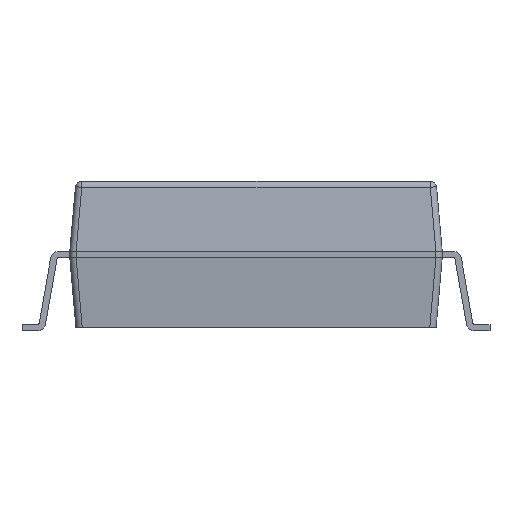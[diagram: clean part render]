
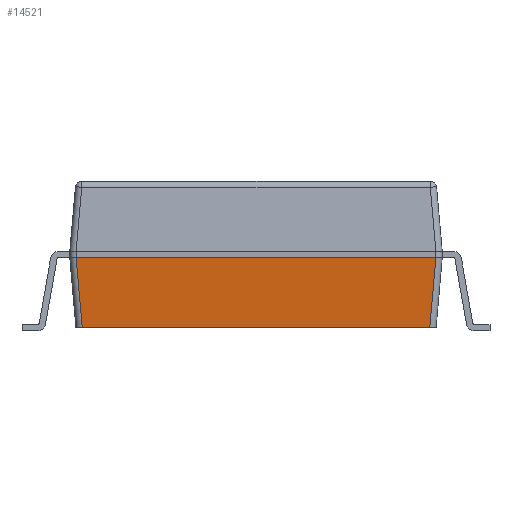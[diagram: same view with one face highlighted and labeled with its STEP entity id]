
A CAD part, left-side view. The second image highlights one B-rep face of the part: STEP entity #14521.
In plain terms, the highlighted planar face has unit normal (-0.996, 0, -0.087).
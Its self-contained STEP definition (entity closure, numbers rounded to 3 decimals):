
#3 = CARTESIAN_POINT ( 'NONE',  ( -7.4, -5.65, -0.1 ) ) ;
#557 = FACE_OUTER_BOUND ( 'NONE', #912, .T. ) ;
#677 = LINE ( 'NONE', #1892, #12782 ) ;
#786 = LINE ( 'NONE', #12795, #6482 ) ;
#912 = EDGE_LOOP ( 'NONE', ( #10188, #10326, #4213, #4174, #17068, #14664 ) ) ;
#1425 = CARTESIAN_POINT ( 'NONE',  ( -7.4, 5.65, -0.1 ) ) ;
#1873 = EDGE_CURVE ( 'NONE', #7435, #7583, #16096, .T. ) ;
#1892 = CARTESIAN_POINT ( 'NONE',  ( -7.208, 0., -2.3 ) ) ;
#2836 = CARTESIAN_POINT ( 'NONE',  ( -7.4, 5.651, -0.1 ) ) ;
#2944 = CARTESIAN_POINT ( 'NONE',  ( -7.4, -5.65, -0.1 ) ) ;
#3449 = DIRECTION ( 'NONE',  ( 0., 1., 0. ) ) ;
#4136 = CARTESIAN_POINT ( 'NONE',  ( -7.357, -5.608, -0.587 ) ) ;
#4174 = ORIENTED_EDGE ( 'NONE', *, *, #10344, .F. ) ;
#4213 = ORIENTED_EDGE ( 'NONE', *, *, #1873, .T. ) ;
#4560 = CARTESIAN_POINT ( 'NONE',  ( -7.4, -5.651, -0.1 ) ) ;
#5476 = CARTESIAN_POINT ( 'NONE',  ( -7.4, -5.651, -0.1 ) ) ;
#5519 = VERTEX_POINT ( 'NONE', #15253 ) ;
#5658 = LINE ( 'NONE', #9551, #7867 ) ;
#6482 = VECTOR ( 'NONE', #12879, 1000. ) ;
#6721 = DIRECTION ( 'NONE',  ( 0., -1., 0. ) ) ;
#6830 = DIRECTION ( 'NONE',  ( -0.087, -0.087, 0.992 ) ) ;
#7054 = CARTESIAN_POINT ( 'NONE',  ( -7.4, -5.65, -0.1 ) ) ;
#7227 = CARTESIAN_POINT ( 'NONE',  ( -7.208, -5.458, -2.3 ) ) ;
#7435 = VERTEX_POINT ( 'NONE', #4560 ) ;
#7583 = VERTEX_POINT ( 'NONE', #7054 ) ;
#7784 = EDGE_CURVE ( 'NONE', #12009, #5519, #786, .T. ) ;
#7867 = VECTOR ( 'NONE', #6721, 1000. ) ;
#7901 = CARTESIAN_POINT ( 'NONE',  ( -7.4, -5.651, -0.1 ) ) ;
#8005 = EDGE_CURVE ( 'NONE', #14753, #5519, #677, .T. ) ;
#8197 = DIRECTION ( 'NONE',  ( 0.087, 0., -0.996 ) ) ;
#8282 = CARTESIAN_POINT ( 'NONE',  ( -7.4, 5.651, -0.1 ) ) ;
#9032 = EDGE_CURVE ( 'NONE', #13357, #12009, #11872, .T. ) ;
#9551 = CARTESIAN_POINT ( 'NONE',  ( -7.4, -5.85, -0.1 ) ) ;
#9591 = LINE ( 'NONE', #4136, #16929 ) ;
#10188 = ORIENTED_EDGE ( 'NONE', *, *, #8005, .F. ) ;
#10326 = ORIENTED_EDGE ( 'NONE', *, *, #16009, .T. ) ;
#10344 = EDGE_CURVE ( 'NONE', #13357, #7583, #5658, .T. ) ;
#10650 = CARTESIAN_POINT ( 'NONE',  ( -7.4, 5.65, -0.1 ) ) ;
#11872 =( BOUNDED_CURVE ( )  B_SPLINE_CURVE ( 3, ( #10650, #1425, #8282, #2836 ),
 .UNSPECIFIED., .F., .F. ) 
 B_SPLINE_CURVE_WITH_KNOTS ( ( 4, 4 ),
 ( 3.142, 3.145 ),
 .UNSPECIFIED. ) 
 CURVE ( )  GEOMETRIC_REPRESENTATION_ITEM ( )  RATIONAL_B_SPLINE_CURVE ( ( 1., 1., 1., 1. ) ) 
 REPRESENTATION_ITEM ( '' )  );
#12009 = VERTEX_POINT ( 'NONE', #12865 ) ;
#12557 = PLANE ( 'NONE',  #14119 ) ;
#12782 = VECTOR ( 'NONE', #3449, 1000. ) ;
#12795 = CARTESIAN_POINT ( 'NONE',  ( -7.357, 5.608, -0.587 ) ) ;
#12865 = CARTESIAN_POINT ( 'NONE',  ( -7.4, 5.651, -0.1 ) ) ;
#12879 = DIRECTION ( 'NONE',  ( 0.087, -0.087, -0.992 ) ) ;
#13357 = VERTEX_POINT ( 'NONE', #17240 ) ;
#14119 = AXIS2_PLACEMENT_3D ( 'NONE', #16584, #15258, #8197 ) ;
#14521 = ADVANCED_FACE ( 'NONE', ( #557 ), #12557, .T. ) ;
#14664 = ORIENTED_EDGE ( 'NONE', *, *, #7784, .T. ) ;
#14753 = VERTEX_POINT ( 'NONE', #7227 ) ;
#15253 = CARTESIAN_POINT ( 'NONE',  ( -7.208, 5.458, -2.3 ) ) ;
#15258 = DIRECTION ( 'NONE',  ( -0.996, 0., -0.087 ) ) ;
#16009 = EDGE_CURVE ( 'NONE', #14753, #7435, #9591, .T. ) ;
#16096 =( BOUNDED_CURVE ( )  B_SPLINE_CURVE ( 3, ( #5476, #7901, #3, #2944 ),
 .UNSPECIFIED., .F., .T. ) 
 B_SPLINE_CURVE_WITH_KNOTS ( ( 4, 4 ),
 ( 3.138, 3.142 ),
 .UNSPECIFIED. ) 
 CURVE ( )  GEOMETRIC_REPRESENTATION_ITEM ( )  RATIONAL_B_SPLINE_CURVE ( ( 1., 1., 1., 1. ) ) 
 REPRESENTATION_ITEM ( '' )  );
#16584 = CARTESIAN_POINT ( 'NONE',  ( -7.4, 0., -0.1 ) ) ;
#16929 = VECTOR ( 'NONE', #6830, 1000. ) ;
#17068 = ORIENTED_EDGE ( 'NONE', *, *, #9032, .T. ) ;
#17240 = CARTESIAN_POINT ( 'NONE',  ( -7.4, 5.65, -0.1 ) ) ;
